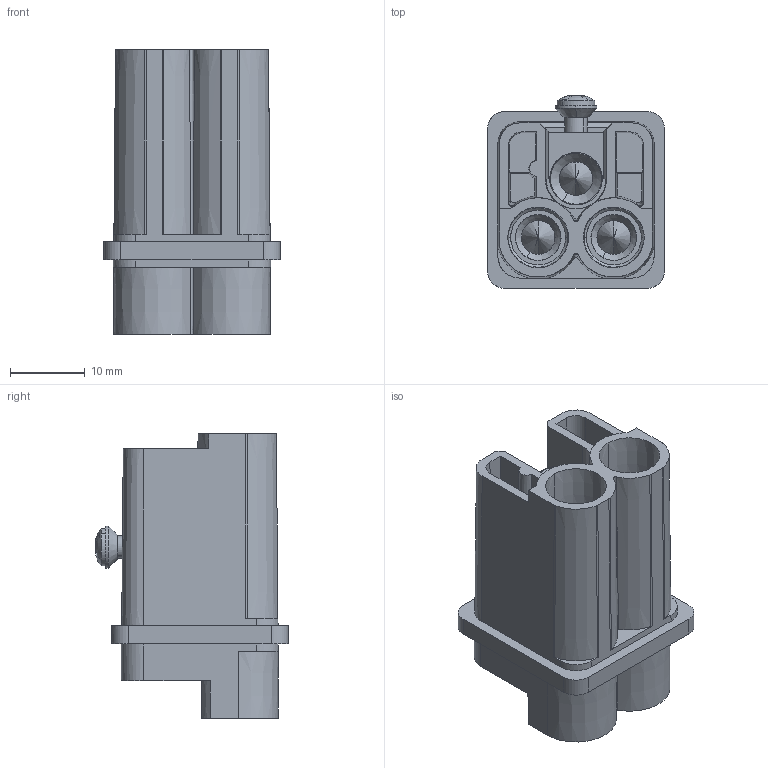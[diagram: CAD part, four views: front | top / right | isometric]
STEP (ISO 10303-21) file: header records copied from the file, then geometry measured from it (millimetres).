
FILE_DESCRIPTION(('CATIA V5 STEP Exchange','CAx-IF Rec.Pracs.--- Model Styling and Organization---1.5--- 2016-08-15','CAx-IF Rec.Pracs.---Supplemental Geometry---1.0---2011-11-01','CAx-IF Rec.Pracs.--- Composite Materials ---1.1---2010-07-15'),'2;1');
FILE_NAME ('2088092-2_1', '2024-10-10T09:36:33+00:00', ('none'), ('Weidmueller'), 'CATIA Version 5-6 Release 2022 SP4 HF5', 'CATIA V5 STEP AP214 v3', 'none');
FILE_SCHEMA(('AUTOMOTIVE_DESIGN { 1 0 10303 214 1 1 1 1 }'));
Length unit declared in the file: millimetre
Products named in the file (1): 3100530000
Bounding box: 23.6 x 25.7 x 38 mm (x, y, z)
Volume: 7982.7 mm3; surface area: 11586.5 mm2
Topology: 5 solids, 5 shells, 433 faces, 1195 edges, 796 vertices
Faces by surface type: plane 219, cylinder 116, cone 76, bspline 14, torus 6, sphere 2
Entity records: 14392 total; most frequent: CARTESIAN_POINT 4369, ORIENTED_EDGE 2378, DIRECTION 1523, EDGE_CURVE 1189, VERTEX_POINT 796, AXIS2_PLACEMENT_3D 637, VECTOR 595, LINE 595
